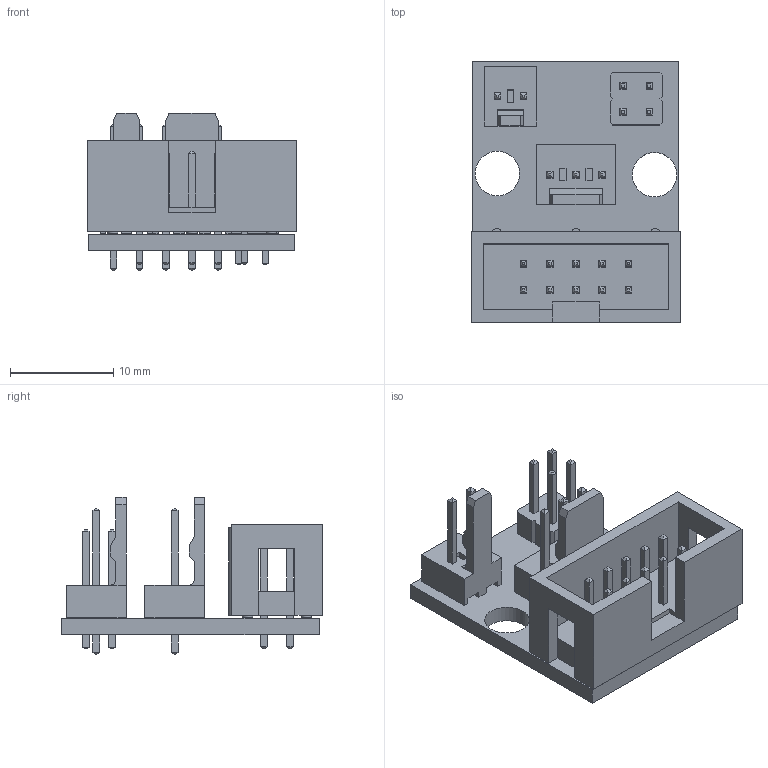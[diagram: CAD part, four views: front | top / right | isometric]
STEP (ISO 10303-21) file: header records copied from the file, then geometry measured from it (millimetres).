
FILE_DESCRIPTION(('KiCad electronic assembly'),'2;1');
FILE_NAME('BATT-PCB.step','2024-11-06T07:40:18',('Pcbnew'),('Kicad'), 'Open CASCADE STEP processor 7.7','KiCad to STEP converter','Unknown' );
FILE_SCHEMA(('AUTOMOTIVE_DESIGN { 1 0 10303 214 1 1 1 1 }'));
Length unit declared in the file: millimetre
Products named in the file (10): BATT-PCB 1; Molex_KK-254_AE-6410-03A_1x03_P2.54mm_Vertical; Molex_AE_6410_03A; PinHeader_2x02_P2.54mm_Vertical; PinHeader_2x02_P254mm_Vertical; IDC-Header_2x05_P2.54mm_Vertical; IDC_Header_2x05_P254mm_Vertical; Molex_KK-254_AE-6410-02A_1x02_P2.54mm_Vertical; Molex_AE_6410_02A; COMPASS-CONTROL_PCB
Assembly tree (9 placements, depth 3):
  BATT-PCB 1
    Molex_KK-254_AE-6410-03A_1x03_P2.54mm_Vertical
      Molex_AE_6410_03A
    PinHeader_2x02_P2.54mm_Vertical
      PinHeader_2x02_P254mm_Vertical
    IDC-Header_2x05_P2.54mm_Vertical
      IDC_Header_2x05_P254mm_Vertical
    Molex_KK-254_AE-6410-02A_1x02_P2.54mm_Vertical
      Molex_AE_6410_02A
    COMPASS-CONTROL_PCB
Bounding box: 20.36 x 25.32 x 15.26 mm (x, y, z)
Volume: 1896.1 mm3; surface area: 3406.6 mm2
Topology: 5 solids, 5 shells, 493 faces, 1183 edges, 740 vertices
Faces by surface type: plane 461, cylinder 32
Full cylindrical faces by diameter (mm): 1 x20, 1.19 x5, 4.311 x2
Entity records: 17428 total; most frequent: CARTESIAN_POINT 2426, ORIENTED_EDGE 2366, DIRECTION 2259, EDGE_CURVE 1183, LINE 1113, VECTOR 1113, VERTEX_POINT 740, FACE_BOUND 585
